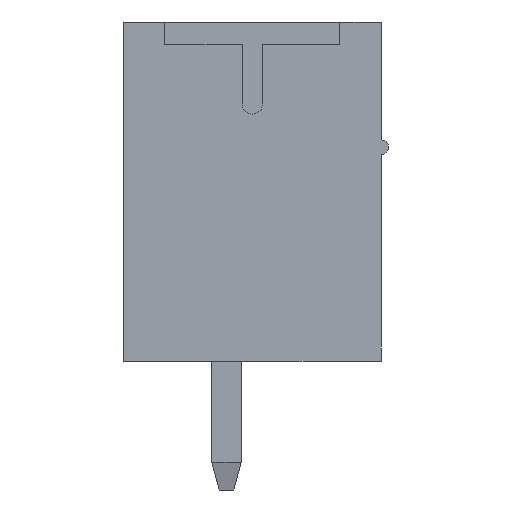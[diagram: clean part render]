
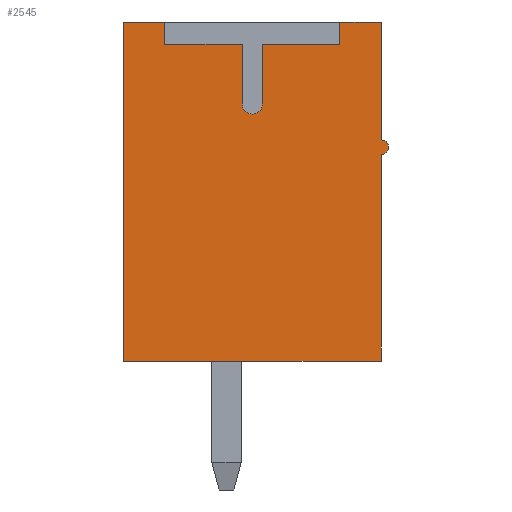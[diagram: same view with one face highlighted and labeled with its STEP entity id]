
A CAD part, left-side view. The second image highlights one B-rep face of the part: STEP entity #2545.
In plain terms, the highlighted planar face has unit normal (-1, 0, 0).
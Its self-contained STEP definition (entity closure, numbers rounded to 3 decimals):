
#2545 = ADVANCED_FACE( '', ( #5099 ), #5100, .F. );
#5099 = FACE_OUTER_BOUND( '', #7639, .T. );
#5100 = PLANE( '', #7640 );
#7639 = EDGE_LOOP( '', ( #15066, #15067, #15068, #15069, #15070, #15071, #15072, #15073, #15074, #15075, #15076, #15077, #15078, #15079 ) );
#7640 = AXIS2_PLACEMENT_3D( '', #15080, #15081, #15082 );
#15066 = ORIENTED_EDGE( '', *, *, #17400, .T. );
#15067 = ORIENTED_EDGE( '', *, *, #17460, .T. );
#15068 = ORIENTED_EDGE( '', *, *, #17982, .T. );
#15069 = ORIENTED_EDGE( '', *, *, #16623, .T. );
#15070 = ORIENTED_EDGE( '', *, *, #17175, .T. );
#15071 = ORIENTED_EDGE( '', *, *, #17244, .T. );
#15072 = ORIENTED_EDGE( '', *, *, #17925, .T. );
#15073 = ORIENTED_EDGE( '', *, *, #18164, .T. );
#15074 = ORIENTED_EDGE( '', *, *, #16199, .T. );
#15075 = ORIENTED_EDGE( '', *, *, #17466, .T. );
#15076 = ORIENTED_EDGE( '', *, *, #17759, .T. );
#15077 = ORIENTED_EDGE( '', *, *, #17342, .T. );
#15078 = ORIENTED_EDGE( '', *, *, #18102, .T. );
#15079 = ORIENTED_EDGE( '', *, *, #15789, .T. );
#15080 = CARTESIAN_POINT( '', ( -34.735, 0., 2.375 ) );
#15081 = DIRECTION( '', ( 1., 0., 0. ) );
#15082 = DIRECTION( '', ( 0., 0., -1. ) );
#15789 = EDGE_CURVE( '', #19027, #19028, #19029, .F. );
#16199 = EDGE_CURVE( '', #19752, #19750, #19753, .T. );
#16623 = EDGE_CURVE( '', #20451, #20449, #20452, .T. );
#17175 = EDGE_CURVE( '', #20449, #21311, #21313, .T. );
#17244 = EDGE_CURVE( '', #21311, #21413, #21415, .T. );
#17342 = EDGE_CURVE( '', #21564, #21565, #21566, .T. );
#17400 = EDGE_CURVE( '', #19028, #21664, #21665, .T. );
#17460 = EDGE_CURVE( '', #21664, #21749, #21752, .T. );
#17466 = EDGE_CURVE( '', #19750, #21760, #21762, .T. );
#17759 = EDGE_CURVE( '', #21760, #21564, #22189, .T. );
#17925 = EDGE_CURVE( '', #21413, #22415, #22417, .T. );
#17982 = EDGE_CURVE( '', #21749, #20451, #22491, .T. );
#18102 = EDGE_CURVE( '', #21565, #19027, #22641, .T. );
#18164 = EDGE_CURVE( '', #22415, #19752, #22714, .T. );
#19027 = VERTEX_POINT( '', #23772 );
#19028 = VERTEX_POINT( '', #23773 );
#19029 = CIRCLE( '', #23774, 0.2 );
#19750 = VERTEX_POINT( '', #24810 );
#19752 = VERTEX_POINT( '', #24813 );
#19753 = LINE( '', #24814, #24815 );
#20449 = VERTEX_POINT( '', #25818 );
#20451 = VERTEX_POINT( '', #25821 );
#20452 = LINE( '', #25822, #25823 );
#21311 = VERTEX_POINT( '', #27097 );
#21313 = LINE( '', #27100, #27101 );
#21413 = VERTEX_POINT( '', #27252 );
#21415 = CIRCLE( '', #27255, 0.275 );
#21564 = VERTEX_POINT( '', #27471 );
#21565 = VERTEX_POINT( '', #27472 );
#21566 = LINE( '', #27473, #27474 );
#21664 = VERTEX_POINT( '', #27628 );
#21665 = LINE( '', #27629, #27630 );
#21749 = VERTEX_POINT( '', #27753 );
#21752 = LINE( '', #27757, #27758 );
#21760 = VERTEX_POINT( '', #27770 );
#21762 = LINE( '', #27773, #27774 );
#22189 = LINE( '', #28435, #28436 );
#22415 = VERTEX_POINT( '', #28791 );
#22417 = LINE( '', #28794, #28795 );
#22491 = LINE( '', #28909, #28910 );
#22641 = LINE( '', #29131, #29132 );
#22714 = LINE( '', #29241, #29242 );
#23772 = CARTESIAN_POINT( '', ( -34.735, -3.5, 1. ) );
#23773 = CARTESIAN_POINT( '', ( -34.735, -3.5, 1.4 ) );
#23774 = AXIS2_PLACEMENT_3D( '', #30209, #30210, #30211 );
#24810 = CARTESIAN_POINT( '', ( -34.735, 2.375, 4.6 ) );
#24813 = CARTESIAN_POINT( '', ( -34.735, 2.375, 4. ) );
#24814 = CARTESIAN_POINT( '', ( -34.735, 2.375, 4. ) );
#24815 = VECTOR( '', #30585, 1000. );
#25818 = CARTESIAN_POINT( '', ( -34.735, -0.275, 4. ) );
#25821 = CARTESIAN_POINT( '', ( -34.735, -2.375, 4. ) );
#25822 = CARTESIAN_POINT( '', ( -34.735, -2.375, 4. ) );
#25823 = VECTOR( '', #30972, 1000. );
#27097 = CARTESIAN_POINT( '', ( -34.735, -0.275, 2.375 ) );
#27100 = CARTESIAN_POINT( '', ( -34.735, -0.275, 4. ) );
#27101 = VECTOR( '', #31449, 1000. );
#27252 = CARTESIAN_POINT( '', ( -34.735, 0.275, 2.375 ) );
#27255 = AXIS2_PLACEMENT_3D( '', #31505, #31506, #31507 );
#27471 = CARTESIAN_POINT( '', ( -34.735, 3.5, -4.6 ) );
#27472 = CARTESIAN_POINT( '', ( -34.735, -3.5, -4.6 ) );
#27473 = CARTESIAN_POINT( '', ( -34.735, 3.5, -4.6 ) );
#27474 = VECTOR( '', #31593, 1000. );
#27628 = CARTESIAN_POINT( '', ( -34.735, -3.5, 4.6 ) );
#27629 = CARTESIAN_POINT( '', ( -34.735, -3.5, 1.4 ) );
#27630 = VECTOR( '', #31650, 1000. );
#27753 = CARTESIAN_POINT( '', ( -34.735, -2.375, 4.6 ) );
#27757 = CARTESIAN_POINT( '', ( -34.735, -3.871, 4.6 ) );
#27758 = VECTOR( '', #31700, 1000. );
#27770 = CARTESIAN_POINT( '', ( -34.735, 3.5, 4.6 ) );
#27773 = CARTESIAN_POINT( '', ( -34.735, 2.375, 4.6 ) );
#27774 = VECTOR( '', #31706, 1000. );
#28435 = CARTESIAN_POINT( '', ( -34.735, 3.5, 4.6 ) );
#28436 = VECTOR( '', #31980, 1000. );
#28791 = CARTESIAN_POINT( '', ( -34.735, 0.275, 4. ) );
#28794 = CARTESIAN_POINT( '', ( -34.735, 0.275, 2.375 ) );
#28795 = VECTOR( '', #32123, 1000. );
#28909 = CARTESIAN_POINT( '', ( -34.735, -2.375, 4.6 ) );
#28910 = VECTOR( '', #32167, 1000. );
#29131 = CARTESIAN_POINT( '', ( -34.735, -3.5, -4.6 ) );
#29132 = VECTOR( '', #32263, 1000. );
#29241 = CARTESIAN_POINT( '', ( -34.735, 0.275, 4. ) );
#29242 = VECTOR( '', #32306, 1000. );
#30209 = CARTESIAN_POINT( '', ( -34.735, -3.5, 1.2 ) );
#30210 = DIRECTION( '', ( 1., 0., 0. ) );
#30211 = DIRECTION( '', ( 0., 0., -1. ) );
#30585 = DIRECTION( '', ( 0., 0., 1. ) );
#30972 = DIRECTION( '', ( 0., 1., 0. ) );
#31449 = DIRECTION( '', ( 0., 0., -1. ) );
#31505 = CARTESIAN_POINT( '', ( -34.735, 0., 2.375 ) );
#31506 = DIRECTION( '', ( 1., 0., 0. ) );
#31507 = DIRECTION( '', ( 0., -1., 0. ) );
#31593 = DIRECTION( '', ( 0., -1., 0. ) );
#31650 = DIRECTION( '', ( 0., 0., 1. ) );
#31700 = DIRECTION( '', ( 0., 1., 0. ) );
#31706 = DIRECTION( '', ( 0., 1., 0. ) );
#31980 = DIRECTION( '', ( 0., 0., -1. ) );
#32123 = DIRECTION( '', ( 0., 0., 1. ) );
#32167 = DIRECTION( '', ( 0., 0., -1. ) );
#32263 = DIRECTION( '', ( 0., 0., 1. ) );
#32306 = DIRECTION( '', ( 0., 1., 0. ) );
